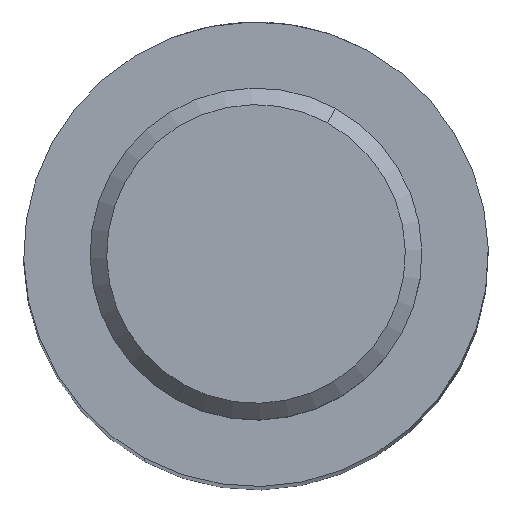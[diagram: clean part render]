
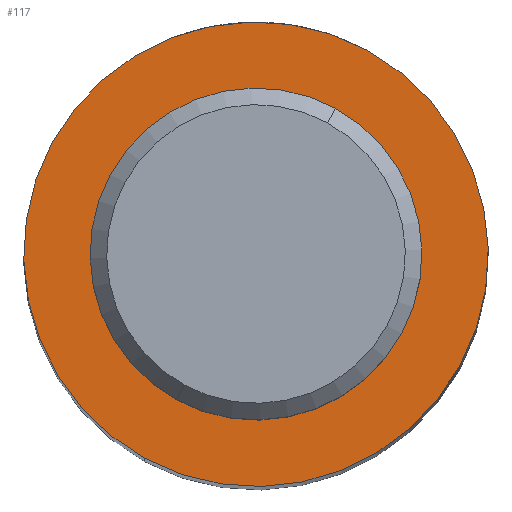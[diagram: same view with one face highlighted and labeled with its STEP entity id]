
A CAD part, top view. The second image highlights one B-rep face of the part: STEP entity #117.
In plain terms, the highlighted planar face has unit normal (0, 0, 1).
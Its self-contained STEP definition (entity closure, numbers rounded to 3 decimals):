
#76=CARTESIAN_POINT('Axis2P3D Location',(0.,5.,61.)) ;
#81=CARTESIAN_POINT('Axis2P3D Location',(0.,0.,61.)) ;
#85=CARTESIAN_POINT('Vertex',(3.356,6.143,61.)) ;
#87=CARTESIAN_POINT('Vertex',(-3.356,-6.143,61.)) ;
#90=CARTESIAN_POINT('Axis2P3D Location',(0.,0.,61.)) ;
#99=CARTESIAN_POINT('Axis2P3D Location',(0.,0.,61.)) ;
#103=CARTESIAN_POINT('Vertex',(-2.397,-4.388,61.)) ;
#105=CARTESIAN_POINT('Vertex',(2.397,4.388,61.)) ;
#108=CARTESIAN_POINT('Axis2P3D Location',(0.,0.,61.)) ;
#77=DIRECTION('Axis2P3D Direction',(0.,0.,-1.)) ;
#78=DIRECTION('Axis2P3D XDirection',(1.,0.,0.)) ;
#82=DIRECTION('Axis2P3D Direction',(0.,0.,-1.)) ;
#91=DIRECTION('Axis2P3D Direction',(0.,0.,-1.)) ;
#100=DIRECTION('Axis2P3D Direction',(0.,0.,-1.)) ;
#109=DIRECTION('Axis2P3D Direction',(0.,0.,-1.)) ;
#79=AXIS2_PLACEMENT_3D('Plane Axis2P3D',#76,#77,#78) ;
#83=AXIS2_PLACEMENT_3D('Circle Axis2P3D',#81,#82,$) ;
#92=AXIS2_PLACEMENT_3D('Circle Axis2P3D',#90,#91,$) ;
#101=AXIS2_PLACEMENT_3D('Circle Axis2P3D',#99,#100,$) ;
#110=AXIS2_PLACEMENT_3D('Circle Axis2P3D',#108,#109,$) ;
#96=ORIENTED_EDGE('',*,*,#89,.F.) ;
#97=ORIENTED_EDGE('',*,*,#94,.F.) ;
#114=ORIENTED_EDGE('',*,*,#107,.T.) ;
#115=ORIENTED_EDGE('',*,*,#112,.T.) ;
#116=FACE_BOUND('',#113,.T.) ;
#117=ADVANCED_FACE('Corps principal',(#98,#116),#80,.F.) ;
#84=CIRCLE('generated circle',#83,7.) ;
#93=CIRCLE('generated circle',#92,7.) ;
#102=CIRCLE('generated circle',#101,5.) ;
#111=CIRCLE('generated circle',#110,5.) ;
#89=EDGE_CURVE('',#86,#88,#84,.T.) ;
#94=EDGE_CURVE('',#88,#86,#93,.T.) ;
#107=EDGE_CURVE('',#104,#106,#102,.T.) ;
#112=EDGE_CURVE('',#106,#104,#111,.T.) ;
#95=EDGE_LOOP('',(#96,#97)) ;
#113=EDGE_LOOP('',(#114,#115)) ;
#98=FACE_OUTER_BOUND('',#95,.T.) ;
#80=PLANE('Plane',#79) ;
#86=VERTEX_POINT('',#85) ;
#88=VERTEX_POINT('',#87) ;
#104=VERTEX_POINT('',#103) ;
#106=VERTEX_POINT('',#105) ;
